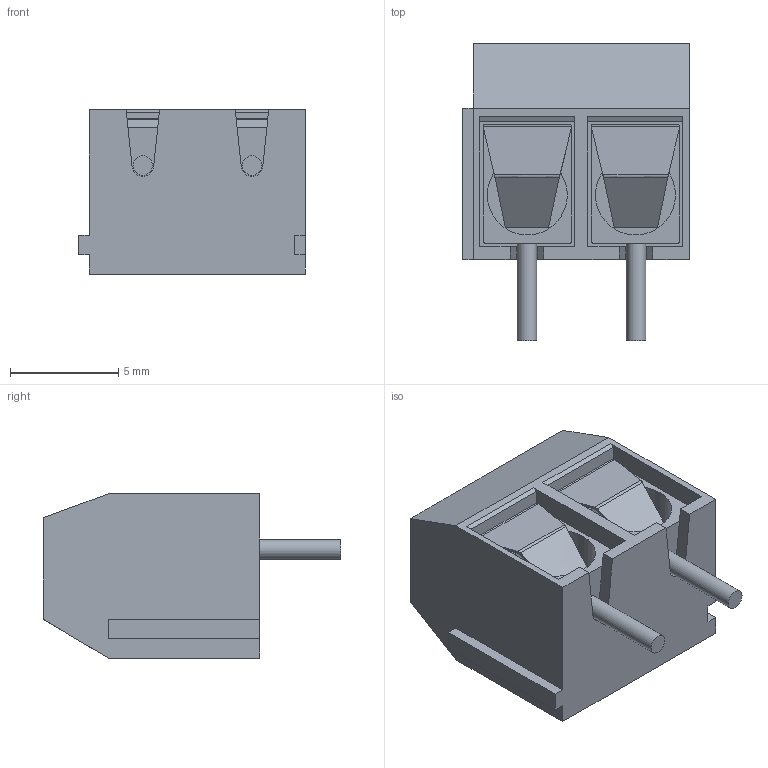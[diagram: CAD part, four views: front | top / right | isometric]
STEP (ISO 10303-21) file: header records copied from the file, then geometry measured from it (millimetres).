
FILE_DESCRIPTION(('HOOPS Exchange Step'),'2;1');
FILE_NAME('0850d8da1c363f1e4551ff8eb0a6f07620200902-28421-t8c86z.SLDPRT.step','2020-09-02T16:18:07+00:00',('converter2'),('Unknown organisation'),'HOOPS Exchange 2019.2','HOOPS Exchange','Unknown authorisation');
FILE_SCHEMA( ('AUTOMOTIVE_DESIGN { 1 0 10303 214 1 1 1 1 }') );
Length unit declared in the file: millimetre
Products named in the file (2): Predeterminado; 0850d8da1c363f1e4551ff8eb0a6f07620200902-28421-t8c86z
Assembly tree (1 placements, depth 2):
  0850d8da1c363f1e4551ff8eb0a6f07620200902-28421-t8c86z
    Predeterminado
Bounding box: 10.5 x 13.75 x 7.6 mm (x, y, z)
Volume: 572.9 mm3; surface area: 1118.4 mm2
Topology: 1 solids, 1 shells, 137 faces, 356 edges, 230 vertices
Faces by surface type: plane 95, cylinder 26, bspline 14, sphere 2
Full cylindrical faces by diameter (mm): 0.5 x2, 0.9 x2, 1.8 x2, 3.5 x2, 3.7 x2
Entity records: 4379 total; most frequent: CARTESIAN_POINT 920, ORIENTED_EDGE 704, DIRECTION 682, EDGE_CURVE 352, VECTOR 250, LINE 250, VERTEX_POINT 230, AXIS2_PLACEMENT_3D 216
